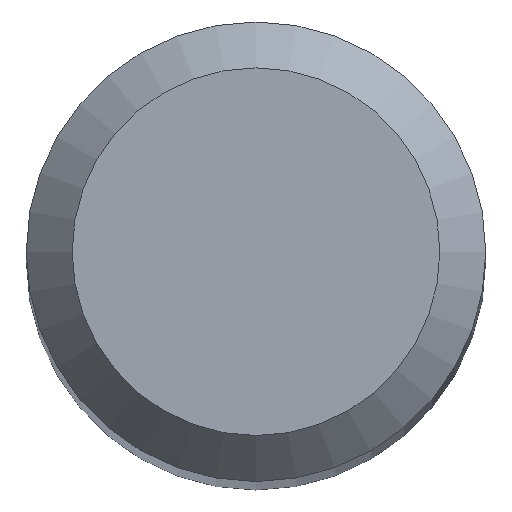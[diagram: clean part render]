
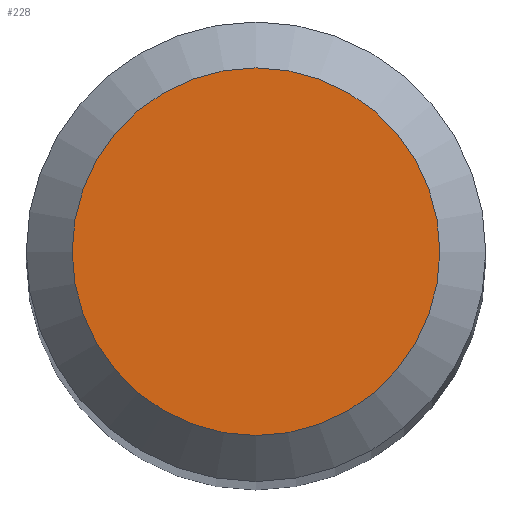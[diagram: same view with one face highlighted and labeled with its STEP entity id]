
A CAD part, top view. The second image highlights one B-rep face of the part: STEP entity #228.
In plain terms, the highlighted planar face has unit normal (0, 0, 1).
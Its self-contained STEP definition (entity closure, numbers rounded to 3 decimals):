
#17 = AXIS2_PLACEMENT_3D ( 'NONE', #278, #117, #183 ) ;
#18 = AXIS2_PLACEMENT_3D ( 'NONE', #78, #34, #24 ) ;
#24 = DIRECTION ( 'NONE',  ( -1., 0., 0. ) ) ;
#31 = CARTESIAN_POINT ( 'NONE',  ( -1.2, 0., 38. ) ) ;
#34 = DIRECTION ( 'NONE',  ( 0., 0., -1. ) ) ;
#78 = CARTESIAN_POINT ( 'NONE',  ( 0., 0., 38. ) ) ;
#117 = DIRECTION ( 'NONE',  ( 0., 0., -1. ) ) ;
#118 = ORIENTED_EDGE ( 'NONE', *, *, #290, .F. ) ;
#122 = EDGE_LOOP ( 'NONE', ( #118 ) ) ;
#136 = PLANE ( 'NONE',  #17 ) ;
#183 = DIRECTION ( 'NONE',  ( -1., 0., 0. ) ) ;
#228 = ADVANCED_FACE ( 'NONE', ( #244 ), #136, .F. ) ;
#244 = FACE_OUTER_BOUND ( 'NONE', #122, .T. ) ;
#278 = CARTESIAN_POINT ( 'NONE',  ( 0., 0., 38. ) ) ;
#290 = EDGE_CURVE ( 'NONE', #299, #299, #325, .T. ) ;
#299 = VERTEX_POINT ( 'NONE', #31 ) ;
#325 = CIRCLE ( 'NONE', #18, 1.2 ) ;
